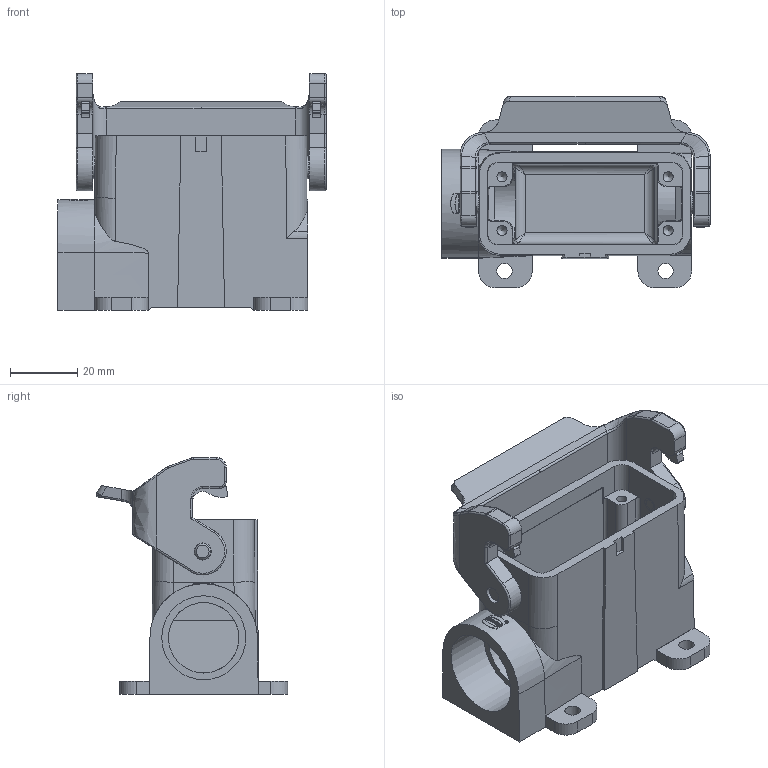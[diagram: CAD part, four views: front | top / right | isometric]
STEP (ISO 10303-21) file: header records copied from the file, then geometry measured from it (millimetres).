
FILE_DESCRIPTION(/* description */ (''),/* implementation_level */ '2;1');
FILE_NAME(/* name */ '100094837ugm000_d.stp',/* time_stamp */ '2017-12-18T10:12:07+01:00',/* author */ (''),/* organization */ (''),/* preprocessor_version */ 'ST-DEVELOPER v16',/* originating_system */ 'SIEMENS PLM Software NX 10.0',/* authorisation */ '');
FILE_SCHEMA (('AUTOMOTIVE_DESIGN { 1 0 10303 214 3 1 1 1 }'));
Length unit declared in the file: millimetre
Products named in the file (1): 100094837ugm000_d
Bounding box: 79.9 x 56.98 x 70.6 mm (x, y, z)
Volume: 57244.2 mm3; surface area: 34759 mm2
Topology: 4 solids, 4 shells, 418 faces, 1594 edges, 1714 vertices
Faces by surface type: plane 171, cylinder 138, bspline 101, cone 8
Full cylindrical faces by diameter (mm): 0.66 x1, 3 x5, 4 x2, 4.6 x4, 4.8 x2, 5.1 x2, 6.6 x2, 21 x1, 23.6 x1, 25 x1
Entity records: 21786 total; most frequent: CARTESIAN_POINT 7509, ORIENTED_EDGE 2048, DIRECTION 1795, EDGE_CURVE 1024, PRESENTATION_STYLE_ASSIGNMENT 797, VERTEX_POINT 669, LINE 633, VECTOR 633
